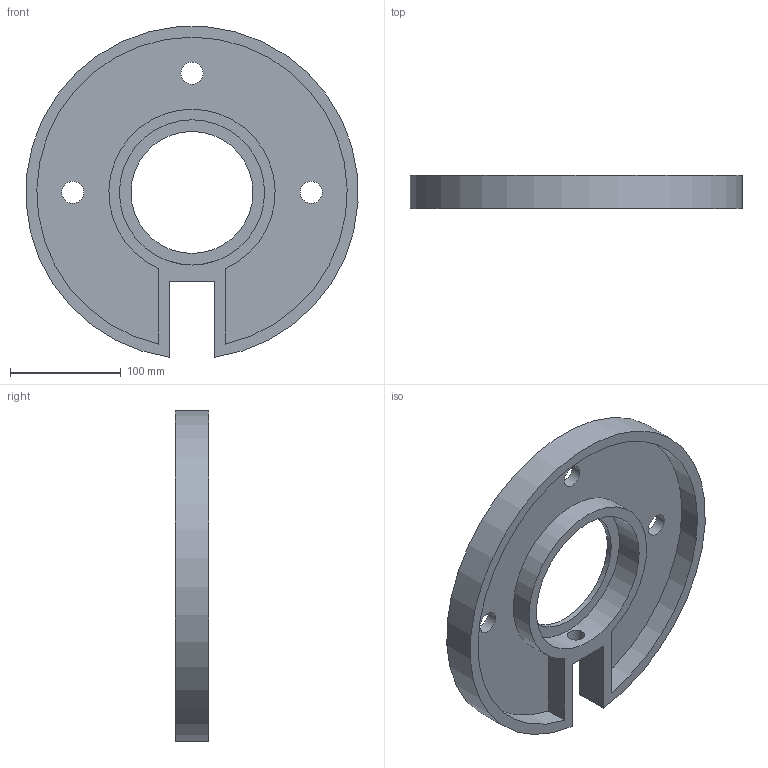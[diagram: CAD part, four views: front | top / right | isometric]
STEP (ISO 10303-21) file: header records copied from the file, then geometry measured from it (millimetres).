
FILE_DESCRIPTION(/* description */ (''),/* implementation_level */ '2;1');
FILE_NAME(/* name */ 'wheel_shield_mk1.stp',/* time_stamp */ '2022-12-09T17:48:40+01:00',/* author */ ('Rik Ubaghs'),/* organization */ (''),/* preprocessor_version */ 'ST-DEVELOPER v18.1',/* originating_system */ 'Autodesk Inventor 2021',/* authorisation */ '');
FILE_SCHEMA (('AUTOMOTIVE_DESIGN { 1 0 10303 214 3 1 1 }'));
Length unit declared in the file: millimetre
Products named in the file (1): wheel_shield_mk1
Bounding box: 299.42 x 30 x 298.11 mm (x, y, z)
Volume: 841387.2 mm3; surface area: 188847.7 mm2
Topology: 1 solids, 1 shells, 18 faces, 47 edges, 33 vertices
Faces by surface type: cylinder 9, plane 9
Full cylindrical faces by diameter (mm): 15.5 x1, 20 x3, 110 x1, 131 x1
Entity records: 773 total; most frequent: CARTESIAN_POINT 240, DIRECTION 106, ORIENTED_EDGE 94, EDGE_CURVE 47, AXIS2_PLACEMENT_3D 41, VERTEX_POINT 33, EDGE_LOOP 30, LINE 24
